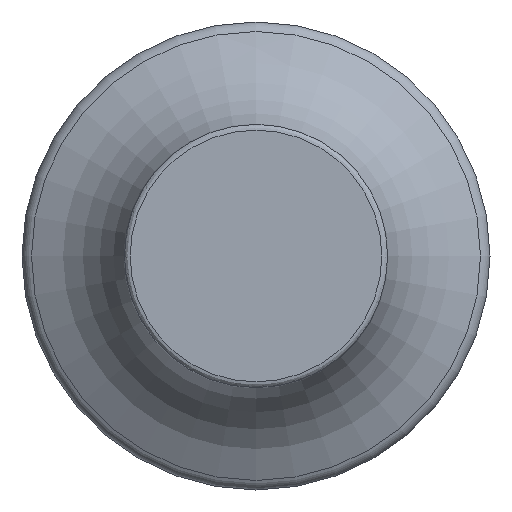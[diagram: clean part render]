
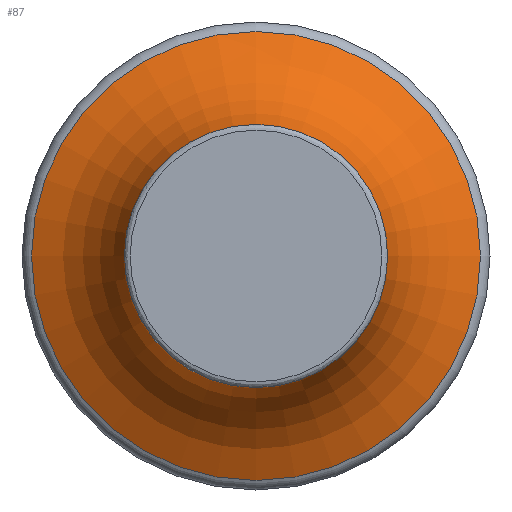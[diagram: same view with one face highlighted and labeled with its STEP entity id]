
A CAD part, left-side view. The second image highlights one B-rep face of the part: STEP entity #87.
In plain terms, the highlighted toroidal (fillet/blend) face has major radius 19 mm and minor radius 10.5 mm.
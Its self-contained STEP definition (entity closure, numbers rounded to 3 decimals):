
#55=TOROIDAL_SURFACE('',#217,19.,10.5);
#65=FACE_BOUND('',#115,.T.);
#66=FACE_BOUND('',#116,.T.);
#87=ADVANCED_FACE('',(#65,#66),#55,.F.);
#115=EDGE_LOOP('',(#143));
#116=EDGE_LOOP('',(#144));
#143=ORIENTED_EDGE('',*,*,#181,.F.);
#144=ORIENTED_EDGE('',*,*,#182,.T.);
#167=VERTEX_POINT('',#311);
#168=VERTEX_POINT('',#314);
#181=EDGE_CURVE('',#167,#167,#195,.T.);
#182=EDGE_CURVE('',#168,#168,#196,.T.);
#195=CIRCLE('',#214,8.5);
#196=CIRCLE('',#216,15.348);
#214=AXIS2_PLACEMENT_3D('',#310,#251,#252);
#216=AXIS2_PLACEMENT_3D('',#313,#255,#256);
#217=AXIS2_PLACEMENT_3D('',#315,#257,#258);
#251=DIRECTION('',(-1.,0.,0.));
#252=DIRECTION('',(0.,0.,1.));
#255=DIRECTION('',(-1.,0.,0.));
#256=DIRECTION('',(0.,0.,1.));
#257=DIRECTION('',(-1.,0.,0.));
#258=DIRECTION('',(0.,0.,1.));
#310=CARTESIAN_POINT('',(40.5,0.,0.));
#311=CARTESIAN_POINT('',(40.5,0.,8.5));
#313=CARTESIAN_POINT('',(50.344,0.,0.));
#314=CARTESIAN_POINT('',(50.344,0.,15.348));
#315=CARTESIAN_POINT('',(40.5,0.,0.));
